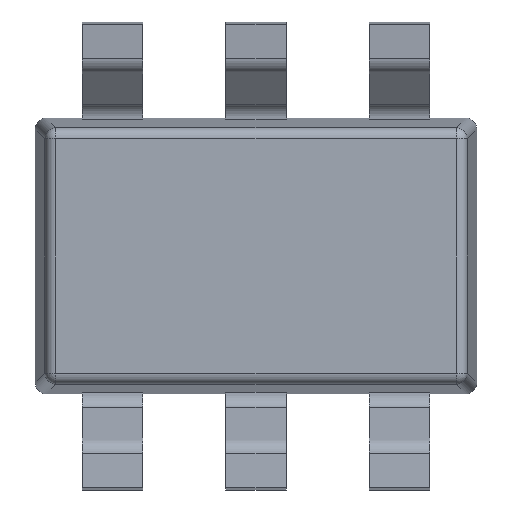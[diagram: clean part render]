
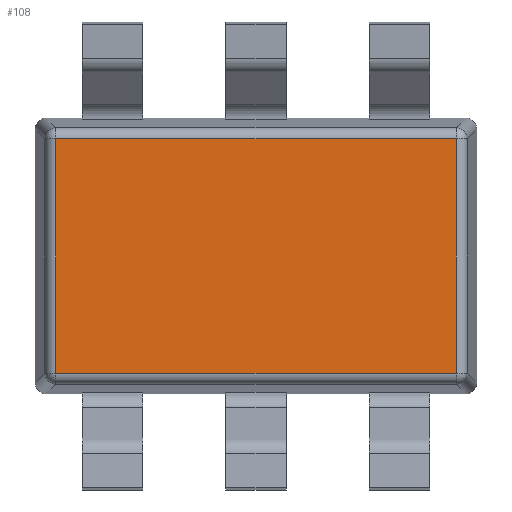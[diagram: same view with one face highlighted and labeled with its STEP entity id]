
A CAD part, front view. The second image highlights one B-rep face of the part: STEP entity #108.
In plain terms, the highlighted planar face has unit normal (0, -1, 0).
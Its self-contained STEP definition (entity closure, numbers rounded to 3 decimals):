
#19 = EDGE_CURVE ( 'NONE', #3045, #2129, #3417, .T. ) ;
#31 = DIRECTION ( 'NONE',  ( 0., 0., -1. ) ) ;
#108 = ADVANCED_FACE ( 'NONE', ( #1218 ), #3161, .T. ) ;
#447 = EDGE_CURVE ( 'NONE', #2129, #4496, #4158, .T. ) ;
#524 = ORIENTED_EDGE ( 'NONE', *, *, #447, .T. ) ;
#530 = VECTOR ( 'NONE', #31, 1000. ) ;
#576 = DIRECTION ( 'NONE',  ( 1., 0., 0. ) ) ;
#603 = LINE ( 'NONE', #3048, #2844 ) ;
#1020 = DIRECTION ( 'NONE',  ( -1., 0., 0. ) ) ;
#1024 = LINE ( 'NONE', #2587, #530 ) ;
#1032 = CARTESIAN_POINT ( 'NONE',  ( 0., 0.015, 0.532 ) ) ;
#1218 = FACE_OUTER_BOUND ( 'NONE', #1736, .T. ) ;
#1289 = ORIENTED_EDGE ( 'NONE', *, *, #4290, .T. ) ;
#1461 = CARTESIAN_POINT ( 'NONE',  ( 0.907, 0.015, -0.532 ) ) ;
#1544 = AXIS2_PLACEMENT_3D ( 'NONE', #2060, #3528, #1738 ) ;
#1638 = EDGE_CURVE ( 'NONE', #4496, #2692, #1024, .T. ) ;
#1736 = EDGE_LOOP ( 'NONE', ( #1908, #1289, #2943, #524 ) ) ;
#1738 = DIRECTION ( 'NONE',  ( 0., 0., -1. ) ) ;
#1908 = ORIENTED_EDGE ( 'NONE', *, *, #1638, .T. ) ;
#1976 = CARTESIAN_POINT ( 'NONE',  ( -0.907, 0.015, -0.532 ) ) ;
#2060 = CARTESIAN_POINT ( 'NONE',  ( 0., 0.015, 0. ) ) ;
#2103 = CARTESIAN_POINT ( 'NONE',  ( -0.907, 0.015, 0.532 ) ) ;
#2129 = VERTEX_POINT ( 'NONE', #4194 ) ;
#2250 = CARTESIAN_POINT ( 'NONE',  ( 0.907, 0.015, 0. ) ) ;
#2526 = VECTOR ( 'NONE', #2706, 1000. ) ;
#2587 = CARTESIAN_POINT ( 'NONE',  ( -0.907, 0.015, 0. ) ) ;
#2692 = VERTEX_POINT ( 'NONE', #1976 ) ;
#2706 = DIRECTION ( 'NONE',  ( 0., 0., 1. ) ) ;
#2844 = VECTOR ( 'NONE', #576, 1000. ) ;
#2943 = ORIENTED_EDGE ( 'NONE', *, *, #19, .T. ) ;
#3045 = VERTEX_POINT ( 'NONE', #1461 ) ;
#3048 = CARTESIAN_POINT ( 'NONE',  ( 0., 0.015, -0.532 ) ) ;
#3161 = PLANE ( 'NONE',  #1544 ) ;
#3417 = LINE ( 'NONE', #2250, #2526 ) ;
#3427 = VECTOR ( 'NONE', #1020, 1000. ) ;
#3528 = DIRECTION ( 'NONE',  ( 0., -1., 0. ) ) ;
#4158 = LINE ( 'NONE', #1032, #3427 ) ;
#4194 = CARTESIAN_POINT ( 'NONE',  ( 0.907, 0.015, 0.532 ) ) ;
#4290 = EDGE_CURVE ( 'NONE', #2692, #3045, #603, .T. ) ;
#4496 = VERTEX_POINT ( 'NONE', #2103 ) ;
